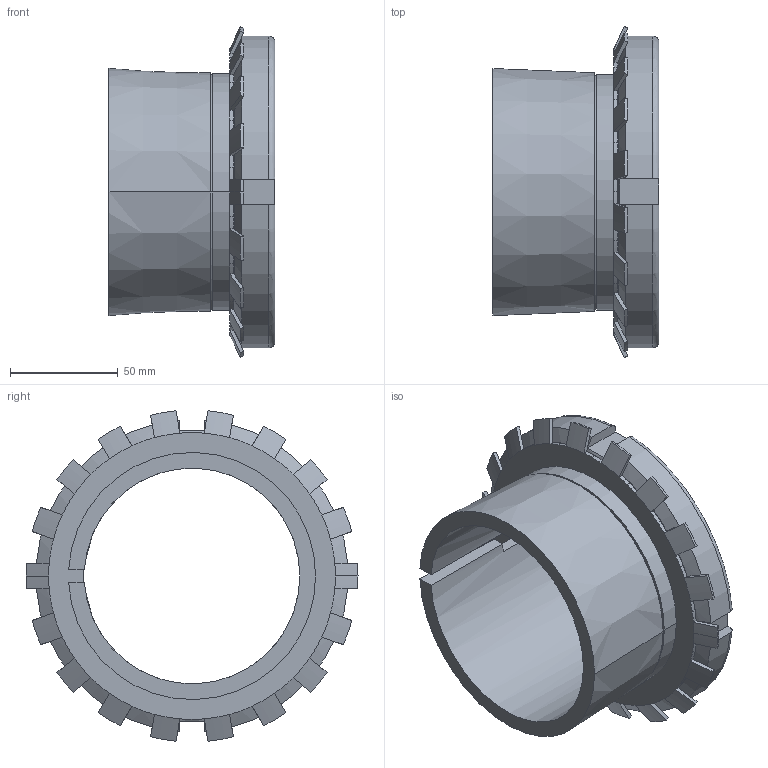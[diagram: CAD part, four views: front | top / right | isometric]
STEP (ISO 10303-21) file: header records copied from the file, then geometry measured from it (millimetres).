
FILE_DESCRIPTION(('STEP AP214'),'1');
FILE_NAME('skf_sleeve_h_322.stp','2024-12-06T02:59:37',('TraceParts'),('TraceParts S.A.'),'Spatial InterOp 3D',' ',' ');
FILE_SCHEMA(('AUTOMOTIVE_DESIGN { 1 0 10303 214 1 1 1 1 }'));
Length unit declared in the file: millimetre
Products named in the file (1): skf_sleeve_h_322_1
Bounding box: 77 x 154 x 153.28 mm (x, y, z)
Volume: 287272.2 mm3; surface area: 98890.5 mm2
Topology: 3 solids, 3 shells, 187 faces, 462 edges, 281 vertices
Faces by surface type: cone 72, plane 63, cylinder 48, torus 4
Entity records: 5617 total; most frequent: CARTESIAN_POINT 1413, ORIENTED_EDGE 924, DIRECTION 904, EDGE_CURVE 462, AXIS2_PLACEMENT_3D 388, VERTEX_POINT 281, CIRCLE 198, EDGE_LOOP 191
